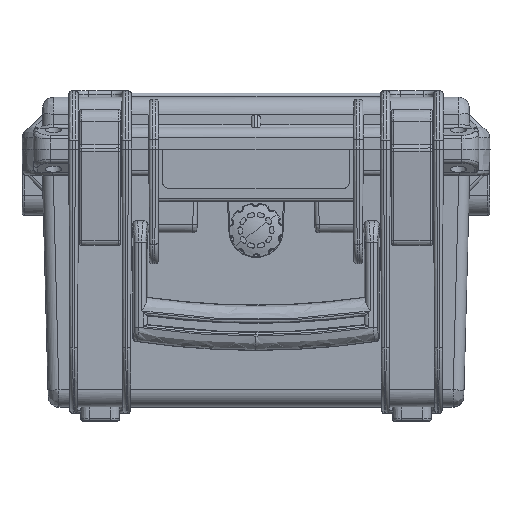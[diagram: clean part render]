
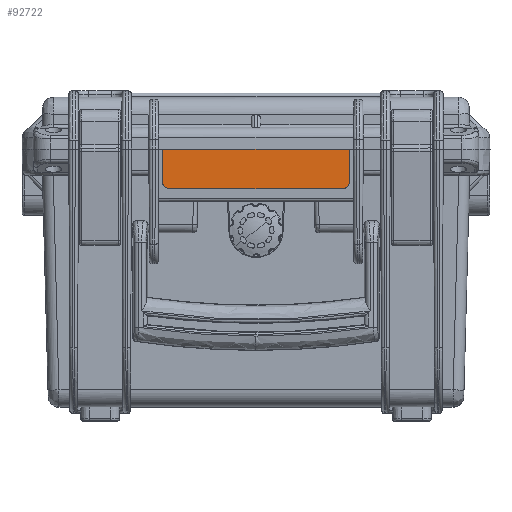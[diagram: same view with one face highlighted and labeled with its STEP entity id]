
A CAD part, top view. The second image highlights one B-rep face of the part: STEP entity #92722.
In plain terms, the highlighted face is planar.
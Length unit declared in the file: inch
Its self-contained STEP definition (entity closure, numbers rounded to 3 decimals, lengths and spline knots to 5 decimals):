
#686 = CARTESIAN_POINT ( 'NONE',  ( -1.77165, -2.83858, 1.35827 ) ) ;
#833 = DIRECTION ( 'NONE',  ( 0., 0., -1. ) ) ;
#2721 = EDGE_CURVE ( 'NONE', #59876, #101885, #67032, .T. ) ;
#4214 = EDGE_CURVE ( 'NONE', #8933, #68281, #103208, .T. ) ;
#8933 = VERTEX_POINT ( 'NONE', #70093 ) ;
#9188 = ORIENTED_EDGE ( 'NONE', *, *, #23291, .T. ) ;
#10479 = ORIENTED_EDGE ( 'NONE', *, *, #100116, .F. ) ;
#13653 = ORIENTED_EDGE ( 'NONE', *, *, #2721, .F. ) ;
#13939 = CARTESIAN_POINT ( 'NONE',  ( -1.77165, -2.83858, 0.70384 ) ) ;
#18453 = ORIENTED_EDGE ( 'NONE', *, *, #57899, .T. ) ;
#19394 = VECTOR ( 'NONE', #80640, 39.37008 ) ;
#22979 = AXIS2_PLACEMENT_3D ( 'NONE', #105797, #127006, #127436 ) ;
#23291 = EDGE_CURVE ( 'NONE', #59876, #57668, #90858, .T. ) ;
#25698 = CARTESIAN_POINT ( 'NONE',  ( -1.77165, -2.83858, 0.62238 ) ) ;
#29925 = ORIENTED_EDGE ( 'NONE', *, *, #4214, .T. ) ;
#38305 = CARTESIAN_POINT ( 'NONE',  ( -1.63868, -2.83858, 0.57087 ) ) ;
#40113 = VECTOR ( 'NONE', #83042, 39.37008 ) ;
#45139 = CARTESIAN_POINT ( 'NONE',  ( -1.72014, -2.83858, 0.57087 ) ) ;
#46009 = CARTESIAN_POINT ( 'NONE',  ( -1.77165, -2.83858, 0.70384 ) ) ;
#46189 = VECTOR ( 'NONE', #833, 39.37008 ) ;
#46273 = LINE ( 'NONE', #70511, #19394 ) ;
#49684 = CARTESIAN_POINT ( 'NONE',  ( 1.72014, -2.83858, 0.57087 ) ) ;
#53246 = CARTESIAN_POINT ( 'NONE',  ( 1.77165, -2.83858, 1.35827 ) ) ;
#56148 = CARTESIAN_POINT ( 'NONE',  ( -1.63868, -2.83858, 0.57087 ) ) ;
#57668 = VERTEX_POINT ( 'NONE', #122139 ) ;
#57899 = EDGE_CURVE ( 'NONE', #68281, #101885, #84750, .T. ) ;
#59876 = VERTEX_POINT ( 'NONE', #69175 ) ;
#64275 = CARTESIAN_POINT ( 'NONE',  ( 1.63868, -2.83858, 0.57087 ) ) ;
#67032 = LINE ( 'NONE', #87491, #40113 ) ;
#68281 = VERTEX_POINT ( 'NONE', #13939 ) ;
#69175 = CARTESIAN_POINT ( 'NONE',  ( 1.63868, -2.83858, 0.57087 ) ) ;
#70093 = CARTESIAN_POINT ( 'NONE',  ( -1.77165, -2.83858, 1.35827 ) ) ;
#70511 = CARTESIAN_POINT ( 'NONE',  ( 1.77165, -2.83858, 1.35827 ) ) ;
#74423 = CARTESIAN_POINT ( 'NONE',  ( 1.77165, -2.83858, 0.70384 ) ) ;
#80640 = DIRECTION ( 'NONE',  ( 0., 0., 1. ) ) ;
#83042 = DIRECTION ( 'NONE',  ( -1., 0., 0. ) ) ;
#84750 =( BOUNDED_CURVE ( )  B_SPLINE_CURVE ( 3, ( #46009, #25698, #45139, #56148 ),
 .UNSPECIFIED., .F., .F. ) 
 B_SPLINE_CURVE_WITH_KNOTS ( ( 4, 4 ),
 ( 2.48253, 3.80065 ),
 .UNSPECIFIED. ) 
 CURVE ( )  GEOMETRIC_REPRESENTATION_ITEM ( )  RATIONAL_B_SPLINE_CURVE ( ( 1., 0.86, 0.86, 1. ) ) 
 REPRESENTATION_ITEM ( '' )  );
#87491 = CARTESIAN_POINT ( 'NONE',  ( 0., -2.83858, 0.57087 ) ) ;
#90109 = LINE ( 'NONE', #101423, #113839 ) ;
#90858 =( BOUNDED_CURVE ( )  B_SPLINE_CURVE ( 3, ( #64275, #49684, #124808, #74423 ),
 .UNSPECIFIED., .F., .F. ) 
 B_SPLINE_CURVE_WITH_KNOTS ( ( 4, 4 ),
 ( 5.62413, 6.94224 ),
 .UNSPECIFIED. ) 
 CURVE ( )  GEOMETRIC_REPRESENTATION_ITEM ( )  RATIONAL_B_SPLINE_CURVE ( ( 1., 0.86, 0.86, 1. ) ) 
 REPRESENTATION_ITEM ( '' )  );
#91298 = DIRECTION ( 'NONE',  ( 1., 0., 0. ) ) ;
#92722 = ADVANCED_FACE ( 'NONE', ( #95514 ), #107104, .F. ) ;
#93799 = EDGE_CURVE ( 'NONE', #57668, #107486, #46273, .T. ) ;
#95514 = FACE_OUTER_BOUND ( 'NONE', #105867, .T. ) ;
#100116 = EDGE_CURVE ( 'NONE', #8933, #107486, #90109, .T. ) ;
#101423 = CARTESIAN_POINT ( 'NONE',  ( -3.70085, -2.83858, 1.35827 ) ) ;
#101885 = VERTEX_POINT ( 'NONE', #38305 ) ;
#103208 = LINE ( 'NONE', #686, #46189 ) ;
#105080 = ORIENTED_EDGE ( 'NONE', *, *, #93799, .T. ) ;
#105797 = CARTESIAN_POINT ( 'NONE',  ( 1.77165, -2.83858, 1.35827 ) ) ;
#105867 = EDGE_LOOP ( 'NONE', ( #105080, #10479, #29925, #18453, #13653, #9188 ) ) ;
#107104 = PLANE ( 'NONE',  #22979 ) ;
#107486 = VERTEX_POINT ( 'NONE', #53246 ) ;
#113839 = VECTOR ( 'NONE', #91298, 39.37008 ) ;
#122139 = CARTESIAN_POINT ( 'NONE',  ( 1.77165, -2.83858, 0.70384 ) ) ;
#124808 = CARTESIAN_POINT ( 'NONE',  ( 1.77165, -2.83858, 0.62238 ) ) ;
#127006 = DIRECTION ( 'NONE',  ( 0., 1., 0. ) ) ;
#127436 = DIRECTION ( 'NONE',  ( 0., 0., 1. ) ) ;
